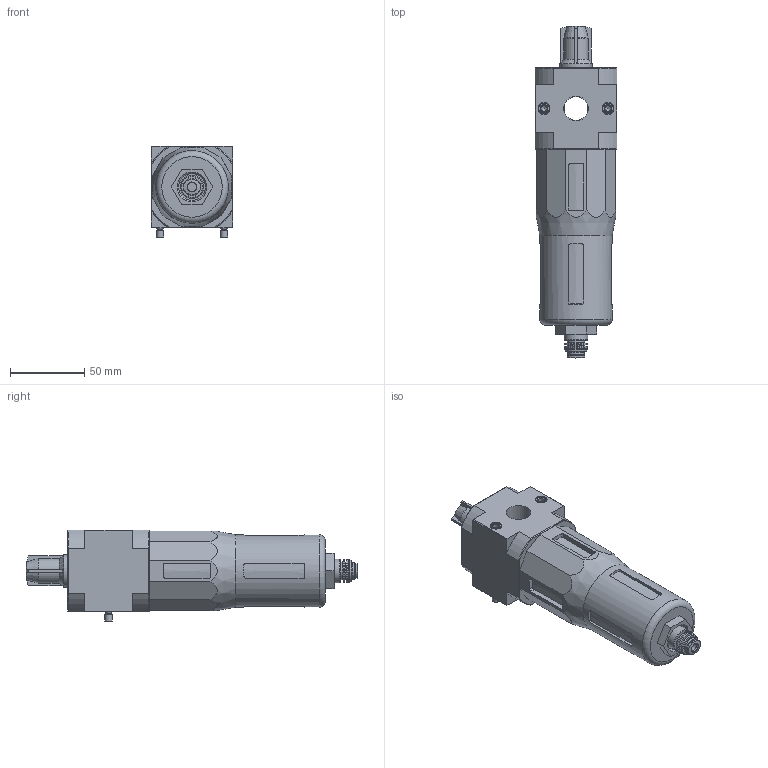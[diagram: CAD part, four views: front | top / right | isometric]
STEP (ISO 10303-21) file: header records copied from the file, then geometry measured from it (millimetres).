
FILE_DESCRIPTION(/* description */ ('STEP AP214'),/* implementation_level */ '2;1');
FILE_NAME(/* name */ '532841_LFMA-D-MIDI-DA-A',/* time_stamp */ '2024-09-03T15:20:29+02:00',/* author */ ('License CC BY-ND 4.0'),/* organization */ ('CADENAS'),/* preprocessor_version */ 'ST-DEVELOPER v19.3',/* originating_system */ 'PARTsolutions',/* authorisation */ ' ');
FILE_SCHEMA (('AUTOMOTIVE_DESIGN {1 0 10303 214 3 1 1}'));
Length unit declared in the file: millimetre
Products named in the file (4): 532841 LFMA-D-MIDI-DA-A; 670978 LFMA-D-MIDI-DA-A; 351358 FRB-D-MIDI; 526489 MS4-LFR-V
Assembly tree (4 placements, depth 2):
  532841 LFMA-D-MIDI-DA-A
    670978 LFMA-D-MIDI-DA-A
    351358 FRB-D-MIDI  x2
    526489 MS4-LFR-V
Bounding box: 55 x 223.22 x 61.8 mm (x, y, z)
Volume: 393128.2 mm3; surface area: 50193.6 mm2
Topology: 4 solids, 4 shells, 258 faces, 627 edges, 403 vertices
Faces by surface type: plane 116, cylinder 72, cone 37, torus 32, sphere 1
Full cylindrical faces by diameter (mm): 3.7 x2, 4.134 x2, 5 x2, 6 x1, 7 x2, 11 x1, 11.4 x1, 11.6 x1, 11.8 x1, 15.8 x1, 16 x1, 16.4 x1, 18 x1, 22 x1, 22.2 x1, 26.4 x1, 30.8 x1, 48.7 x1, 52 x1
Entity records: 8827 total; most frequent: CARTESIAN_POINT 1705, DIRECTION 1076, ORIENTED_EDGE 1074, EDGE_CURVE 537, AXIS2_PLACEMENT_3D 427, VERTEX_POINT 378, FACE_BOUND 331, EDGE_LOOP 330
